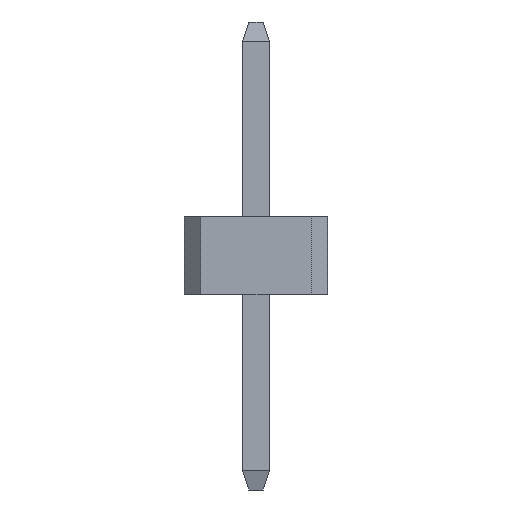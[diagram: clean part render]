
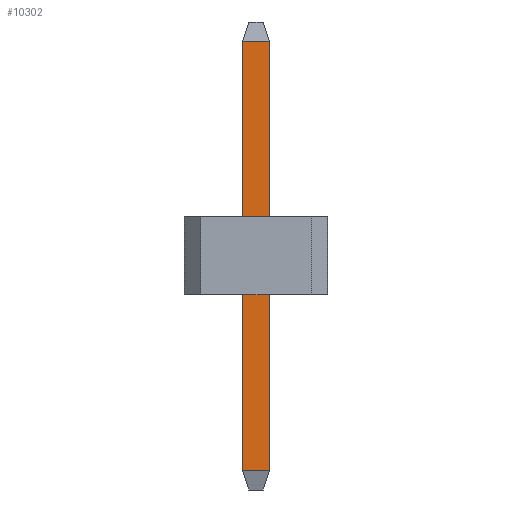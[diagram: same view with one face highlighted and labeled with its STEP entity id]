
A CAD part, front view. The second image highlights one B-rep face of the part: STEP entity #10302.
In plain terms, the highlighted face is planar.
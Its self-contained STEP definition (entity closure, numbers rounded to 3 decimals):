
#9949 = PLANE('',#9950);
#9950 = AXIS2_PLACEMENT_3D('',#9951,#9952,#9953);
#9951 = CARTESIAN_POINT('',(16.3,0.21,-3.));
#9952 = DIRECTION('',(0.,1.,0.));
#9953 = DIRECTION('',(1.,0.,0.));
#9974 = VERTEX_POINT('',#9975);
#9975 = CARTESIAN_POINT('',(16.72,0.21,3.9));
#10001 = EDGE_CURVE('',#10002,#9974,#10004,.T.);
#10002 = VERTEX_POINT('',#10003);
#10003 = CARTESIAN_POINT('',(16.72,0.21,-2.7));
#10004 = SURFACE_CURVE('',#10005,(#10009,#10016),.PCURVE_S1.);
#10005 = LINE('',#10006,#10007);
#10006 = CARTESIAN_POINT('',(16.72,0.21,-3.));
#10007 = VECTOR('',#10008,1.);
#10008 = DIRECTION('',(0.,0.,1.));
#10009 = PCURVE('',#9949,#10010);
#10010 = DEFINITIONAL_REPRESENTATION('',(#10011),#10015);
#10011 = LINE('',#10012,#10013);
#10012 = CARTESIAN_POINT('',(0.42,0.));
#10013 = VECTOR('',#10014,1.);
#10014 = DIRECTION('',(0.,-1.));
#10015 = ( GEOMETRIC_REPRESENTATION_CONTEXT(2) 
PARAMETRIC_REPRESENTATION_CONTEXT() REPRESENTATION_CONTEXT('2D SPACE',''
  ) );
#10016 = PCURVE('',#10017,#10022);
#10017 = PLANE('',#10018);
#10018 = AXIS2_PLACEMENT_3D('',#10019,#10020,#10021);
#10019 = CARTESIAN_POINT('',(16.72,0.21,-3.));
#10020 = DIRECTION('',(1.,0.,0.));
#10021 = DIRECTION('',(0.,-1.,0.));
#10022 = DEFINITIONAL_REPRESENTATION('',(#10023),#10027);
#10023 = LINE('',#10024,#10025);
#10024 = CARTESIAN_POINT('',(0.,0.));
#10025 = VECTOR('',#10026,1.);
#10026 = DIRECTION('',(0.,-1.));
#10027 = ( GEOMETRIC_REPRESENTATION_CONTEXT(2) 
PARAMETRIC_REPRESENTATION_CONTEXT() REPRESENTATION_CONTEXT('2D SPACE',''
  ) );
#10076 = PLANE('',#10077);
#10077 = AXIS2_PLACEMENT_3D('',#10078,#10079,#10080);
#10078 = CARTESIAN_POINT('',(16.72,-0.21,-3.));
#10079 = DIRECTION('',(0.,-1.,0.));
#10080 = DIRECTION('',(-1.,0.,0.));
#10184 = PLANE('',#10185);
#10185 = AXIS2_PLACEMENT_3D('',#10186,#10187,#10188);
#10186 = CARTESIAN_POINT('',(16.67,0.21,-2.85));
#10187 = DIRECTION('',(-0.949,0.,
    0.316));
#10188 = DIRECTION('',(0.,1.,0.));
#10265 = PLANE('',#10266);
#10266 = AXIS2_PLACEMENT_3D('',#10267,#10268,#10269);
#10267 = CARTESIAN_POINT('',(16.67,0.21,4.05));
#10268 = DIRECTION('',(0.949,0.,
    0.316));
#10269 = DIRECTION('',(0.,1.,0.));
#10302 = ADVANCED_FACE('',(#10303),#10017,.T.);
#10303 = FACE_BOUND('',#10304,.T.);
#10304 = EDGE_LOOP('',(#10305,#10306,#10329,#10352));
#10305 = ORIENTED_EDGE('',*,*,#10001,.T.);
#10306 = ORIENTED_EDGE('',*,*,#10307,.T.);
#10307 = EDGE_CURVE('',#9974,#10308,#10310,.T.);
#10308 = VERTEX_POINT('',#10309);
#10309 = CARTESIAN_POINT('',(16.72,-0.21,3.9));
#10310 = SURFACE_CURVE('',#10311,(#10315,#10322),.PCURVE_S1.);
#10311 = LINE('',#10312,#10313);
#10312 = CARTESIAN_POINT('',(16.72,0.21,3.9));
#10313 = VECTOR('',#10314,1.);
#10314 = DIRECTION('',(0.,-1.,0.));
#10315 = PCURVE('',#10017,#10316);
#10316 = DEFINITIONAL_REPRESENTATION('',(#10317),#10321);
#10317 = LINE('',#10318,#10319);
#10318 = CARTESIAN_POINT('',(0.,-6.9));
#10319 = VECTOR('',#10320,1.);
#10320 = DIRECTION('',(1.,0.));
#10321 = ( GEOMETRIC_REPRESENTATION_CONTEXT(2) 
PARAMETRIC_REPRESENTATION_CONTEXT() REPRESENTATION_CONTEXT('2D SPACE',''
  ) );
#10322 = PCURVE('',#10265,#10323);
#10323 = DEFINITIONAL_REPRESENTATION('',(#10324),#10328);
#10324 = LINE('',#10325,#10326);
#10325 = CARTESIAN_POINT('',(0.,-0.158));
#10326 = VECTOR('',#10327,1.);
#10327 = DIRECTION('',(-1.,0.));
#10328 = ( GEOMETRIC_REPRESENTATION_CONTEXT(2) 
PARAMETRIC_REPRESENTATION_CONTEXT() REPRESENTATION_CONTEXT('2D SPACE',''
  ) );
#10329 = ORIENTED_EDGE('',*,*,#10330,.F.);
#10330 = EDGE_CURVE('',#10331,#10308,#10333,.T.);
#10331 = VERTEX_POINT('',#10332);
#10332 = CARTESIAN_POINT('',(16.72,-0.21,-2.7));
#10333 = SURFACE_CURVE('',#10334,(#10338,#10345),.PCURVE_S1.);
#10334 = LINE('',#10335,#10336);
#10335 = CARTESIAN_POINT('',(16.72,-0.21,-3.));
#10336 = VECTOR('',#10337,1.);
#10337 = DIRECTION('',(0.,0.,1.));
#10338 = PCURVE('',#10017,#10339);
#10339 = DEFINITIONAL_REPRESENTATION('',(#10340),#10344);
#10340 = LINE('',#10341,#10342);
#10341 = CARTESIAN_POINT('',(0.42,0.));
#10342 = VECTOR('',#10343,1.);
#10343 = DIRECTION('',(0.,-1.));
#10344 = ( GEOMETRIC_REPRESENTATION_CONTEXT(2) 
PARAMETRIC_REPRESENTATION_CONTEXT() REPRESENTATION_CONTEXT('2D SPACE',''
  ) );
#10345 = PCURVE('',#10076,#10346);
#10346 = DEFINITIONAL_REPRESENTATION('',(#10347),#10351);
#10347 = LINE('',#10348,#10349);
#10348 = CARTESIAN_POINT('',(0.,0.));
#10349 = VECTOR('',#10350,1.);
#10350 = DIRECTION('',(0.,-1.));
#10351 = ( GEOMETRIC_REPRESENTATION_CONTEXT(2) 
PARAMETRIC_REPRESENTATION_CONTEXT() REPRESENTATION_CONTEXT('2D SPACE',''
  ) );
#10352 = ORIENTED_EDGE('',*,*,#10353,.F.);
#10353 = EDGE_CURVE('',#10002,#10331,#10354,.T.);
#10354 = SURFACE_CURVE('',#10355,(#10359,#10366),.PCURVE_S1.);
#10355 = LINE('',#10356,#10357);
#10356 = CARTESIAN_POINT('',(16.72,0.21,-2.7));
#10357 = VECTOR('',#10358,1.);
#10358 = DIRECTION('',(0.,-1.,0.));
#10359 = PCURVE('',#10017,#10360);
#10360 = DEFINITIONAL_REPRESENTATION('',(#10361),#10365);
#10361 = LINE('',#10362,#10363);
#10362 = CARTESIAN_POINT('',(0.,-0.3));
#10363 = VECTOR('',#10364,1.);
#10364 = DIRECTION('',(1.,0.));
#10365 = ( GEOMETRIC_REPRESENTATION_CONTEXT(2) 
PARAMETRIC_REPRESENTATION_CONTEXT() REPRESENTATION_CONTEXT('2D SPACE',''
  ) );
#10366 = PCURVE('',#10184,#10367);
#10367 = DEFINITIONAL_REPRESENTATION('',(#10368),#10372);
#10368 = LINE('',#10369,#10370);
#10369 = CARTESIAN_POINT('',(0.,-0.158));
#10370 = VECTOR('',#10371,1.);
#10371 = DIRECTION('',(-1.,0.));
#10372 = ( GEOMETRIC_REPRESENTATION_CONTEXT(2) 
PARAMETRIC_REPRESENTATION_CONTEXT() REPRESENTATION_CONTEXT('2D SPACE',''
  ) );
